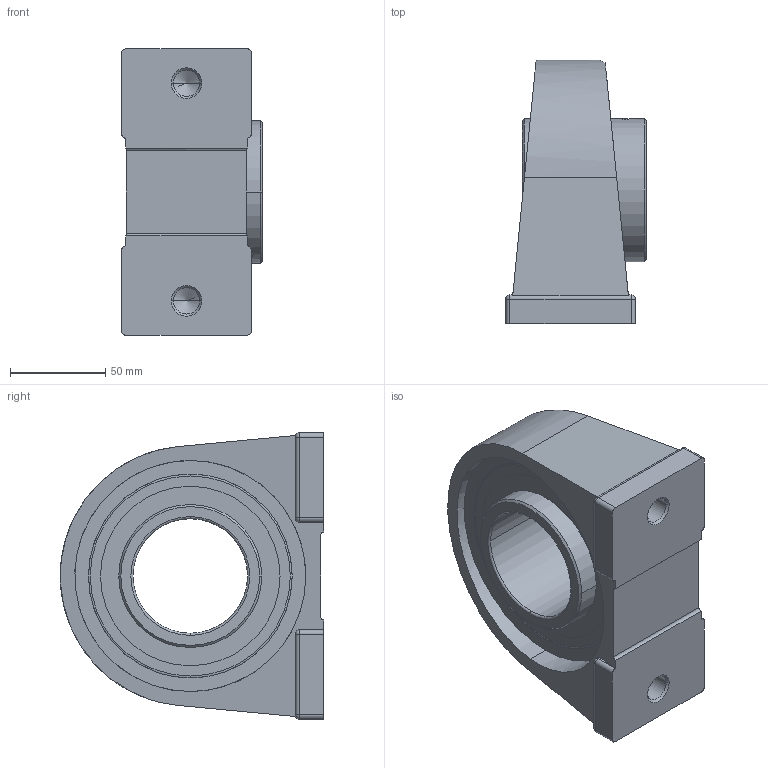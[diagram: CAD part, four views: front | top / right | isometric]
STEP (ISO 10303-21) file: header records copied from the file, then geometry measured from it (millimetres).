
FILE_DESCRIPTION(('STEP AP214'),'1');
FILE_NAME('snr_ucpa212_0.stp','2018-02-27T12:35:49',('TraceParts'),('TraceParts S.A.'),'Spatial InterOp 3D',' ',' ');
FILE_SCHEMA(('automotive_design'));
Length unit declared in the file: millimetre
Products named in the file (1): snr_ucpa212_0
Bounding box: 73.7 x 138 x 150 mm (x, y, z)
Volume: 569307.4 mm3; surface area: 108777.5 mm2
Topology: 1 solids, 3 shells, 171 faces, 410 edges, 249 vertices
Faces by surface type: cylinder 63, plane 49, cone 30, sphere 17, torus 12
Entity records: 5621 total; most frequent: CARTESIAN_POINT 1612, DIRECTION 885, ORIENTED_EDGE 796, EDGE_CURVE 398, AXIS2_PLACEMENT_3D 353, VERTEX_POINT 249, EDGE_LOOP 193, LINE 179
